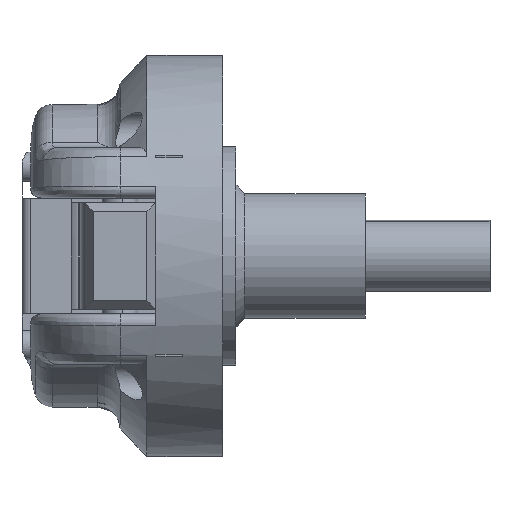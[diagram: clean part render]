
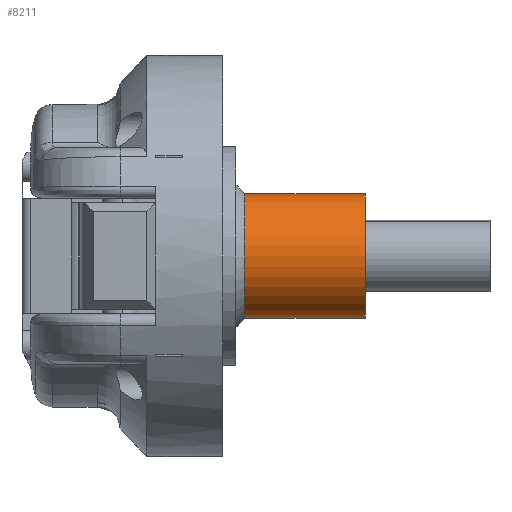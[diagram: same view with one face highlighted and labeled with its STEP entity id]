
A CAD part, left-side view. The second image highlights one B-rep face of the part: STEP entity #8211.
In plain terms, the highlighted cylindrical face has radius 7 mm (diameter 14 mm), a partial arc.
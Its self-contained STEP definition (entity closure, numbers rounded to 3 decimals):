
#699 = FACE_OUTER_BOUND ( 'NONE', #5021, .T. ) ;
#791 = CARTESIAN_POINT ( 'NONE',  ( 0., -16., -7. ) ) ;
#1136 = CARTESIAN_POINT ( 'NONE',  ( 0., -16., 0. ) ) ;
#1416 = CARTESIAN_POINT ( 'NONE',  ( 0., -16., 7. ) ) ;
#1909 = CARTESIAN_POINT ( 'NONE',  ( 0., -2.5, 7. ) ) ;
#2962 = ORIENTED_EDGE ( 'NONE', *, *, #14173, .T. ) ;
#3414 = CARTESIAN_POINT ( 'NONE',  ( 0., -16., -7. ) ) ;
#3640 = DIRECTION ( 'NONE',  ( 0., 0., 1. ) ) ;
#3825 = DIRECTION ( 'NONE',  ( 0., -1., 0. ) ) ;
#4313 = AXIS2_PLACEMENT_3D ( 'NONE', #1136, #5849, #3640 ) ;
#5021 = EDGE_LOOP ( 'NONE', ( #14838, #11845, #2962, #14800 ) ) ;
#5651 = DIRECTION ( 'NONE',  ( 0., 1., 0. ) ) ;
#5679 = AXIS2_PLACEMENT_3D ( 'NONE', #6949, #9286, #12742 ) ;
#5849 = DIRECTION ( 'NONE',  ( 0., 1., 0. ) ) ;
#6100 = VECTOR ( 'NONE', #8753, 1000. ) ;
#6678 = CIRCLE ( 'NONE', #5679, 7. ) ;
#6714 = AXIS2_PLACEMENT_3D ( 'NONE', #8389, #3825, #14139 ) ;
#6949 = CARTESIAN_POINT ( 'NONE',  ( 0., -2.5, 0. ) ) ;
#7839 = VERTEX_POINT ( 'NONE', #1416 ) ;
#7890 = LINE ( 'NONE', #13571, #6100 ) ;
#8211 = ADVANCED_FACE ( 'NONE', ( #699 ), #13396, .T. ) ;
#8389 = CARTESIAN_POINT ( 'NONE',  ( 0., -16., 0. ) ) ;
#8753 = DIRECTION ( 'NONE',  ( 0., 1., 0. ) ) ;
#9103 = VERTEX_POINT ( 'NONE', #3414 ) ;
#9286 = DIRECTION ( 'NONE',  ( 0., -1., 0. ) ) ;
#9703 = VECTOR ( 'NONE', #5651, 1000. ) ;
#9766 = EDGE_CURVE ( 'NONE', #9103, #12854, #12791, .T. ) ;
#10303 = VERTEX_POINT ( 'NONE', #1909 ) ;
#11845 = ORIENTED_EDGE ( 'NONE', *, *, #12139, .F. ) ;
#12139 = EDGE_CURVE ( 'NONE', #7839, #9103, #13267, .T. ) ;
#12742 = DIRECTION ( 'NONE',  ( 0., 0., -1. ) ) ;
#12791 = LINE ( 'NONE', #791, #9703 ) ;
#12854 = VERTEX_POINT ( 'NONE', #13123 ) ;
#13123 = CARTESIAN_POINT ( 'NONE',  ( 0., -2.5, -7. ) ) ;
#13267 = CIRCLE ( 'NONE', #6714, 7. ) ;
#13396 = CYLINDRICAL_SURFACE ( 'NONE', #4313, 7. ) ;
#13571 = CARTESIAN_POINT ( 'NONE',  ( 0., -16., 7. ) ) ;
#13618 = EDGE_CURVE ( 'NONE', #10303, #12854, #6678, .T. ) ;
#14139 = DIRECTION ( 'NONE',  ( 0., 0., -1. ) ) ;
#14173 = EDGE_CURVE ( 'NONE', #7839, #10303, #7890, .T. ) ;
#14800 = ORIENTED_EDGE ( 'NONE', *, *, #13618, .T. ) ;
#14838 = ORIENTED_EDGE ( 'NONE', *, *, #9766, .F. ) ;
